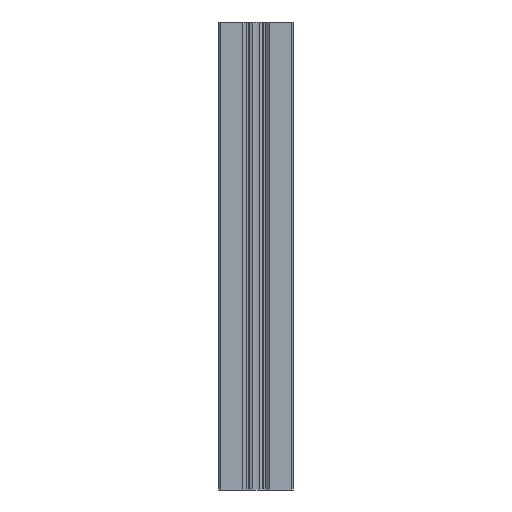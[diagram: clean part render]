
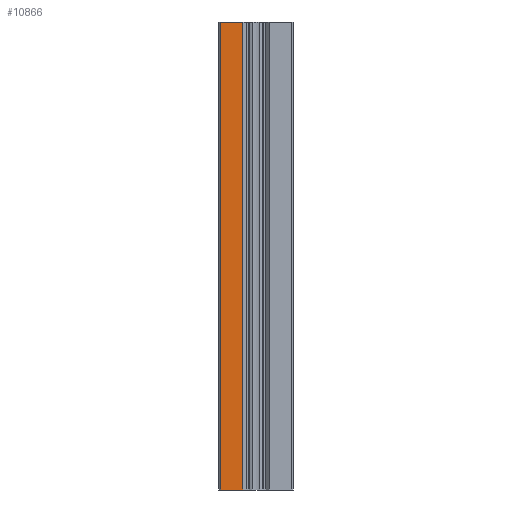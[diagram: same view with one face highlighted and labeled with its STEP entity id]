
A CAD part, left-side view. The second image highlights one B-rep face of the part: STEP entity #10866.
In plain terms, the highlighted planar face has unit normal (-1, 0, 0).
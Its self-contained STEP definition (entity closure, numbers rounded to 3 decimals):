
#511 = EDGE_CURVE ( 'NONE', #18076, #4313, #633, .T. ) ;
#633 = LINE ( 'NONE', #17981, #5879 ) ;
#2166 = DIRECTION ( 'NONE',  ( 0., 0., -1. ) ) ;
#2394 = DIRECTION ( 'NONE',  ( 0., 0., 1. ) ) ;
#2557 = LINE ( 'NONE', #12779, #18860 ) ;
#4093 = DIRECTION ( 'NONE',  ( 0., 0., 1. ) ) ;
#4306 = CARTESIAN_POINT ( 'NONE',  ( -20., 7., 250. ) ) ;
#4313 = VERTEX_POINT ( 'NONE', #10291 ) ;
#5454 = DIRECTION ( 'NONE',  ( -1., 0., 0. ) ) ;
#5801 = VECTOR ( 'NONE', #10412, 1000. ) ;
#5879 = VECTOR ( 'NONE', #15129, 1000. ) ;
#6179 = CARTESIAN_POINT ( 'NONE',  ( -20., 18.94, 0. ) ) ;
#6803 = EDGE_CURVE ( 'NONE', #9712, #9460, #10310, .T. ) ;
#9460 = VERTEX_POINT ( 'NONE', #10324 ) ;
#9712 = VERTEX_POINT ( 'NONE', #16002 ) ;
#9745 = CARTESIAN_POINT ( 'NONE',  ( -20., 0., 250. ) ) ;
#10210 = CARTESIAN_POINT ( 'NONE',  ( -20., 0., 0. ) ) ;
#10291 = CARTESIAN_POINT ( 'NONE',  ( -20., 18.94, 250. ) ) ;
#10310 = LINE ( 'NONE', #10210, #5801 ) ;
#10324 = CARTESIAN_POINT ( 'NONE',  ( -20., 18.94, 0. ) ) ;
#10412 = DIRECTION ( 'NONE',  ( 0., 1., 0. ) ) ;
#10543 = ORIENTED_EDGE ( 'NONE', *, *, #511, .T. ) ;
#10823 = EDGE_LOOP ( 'NONE', ( #14259, #10543, #17899, #16706 ) ) ;
#10866 = ADVANCED_FACE ( 'NONE', ( #17085 ), #15572, .T. ) ;
#12650 = AXIS2_PLACEMENT_3D ( 'NONE', #9745, #5454, #2394 ) ;
#12779 = CARTESIAN_POINT ( 'NONE',  ( -20., 7., 0. ) ) ;
#13443 = LINE ( 'NONE', #6179, #13973 ) ;
#13501 = EDGE_CURVE ( 'NONE', #4313, #9460, #13443, .T. ) ;
#13973 = VECTOR ( 'NONE', #2166, 1000. ) ;
#14259 = ORIENTED_EDGE ( 'NONE', *, *, #18439, .T. ) ;
#15129 = DIRECTION ( 'NONE',  ( 0., 1., 0. ) ) ;
#15572 = PLANE ( 'NONE',  #12650 ) ;
#16002 = CARTESIAN_POINT ( 'NONE',  ( -20., 7., 0. ) ) ;
#16706 = ORIENTED_EDGE ( 'NONE', *, *, #6803, .F. ) ;
#17085 = FACE_OUTER_BOUND ( 'NONE', #10823, .T. ) ;
#17899 = ORIENTED_EDGE ( 'NONE', *, *, #13501, .T. ) ;
#17981 = CARTESIAN_POINT ( 'NONE',  ( -20., 0., 250. ) ) ;
#18076 = VERTEX_POINT ( 'NONE', #4306 ) ;
#18439 = EDGE_CURVE ( 'NONE', #9712, #18076, #2557, .T. ) ;
#18860 = VECTOR ( 'NONE', #4093, 1000. ) ;
